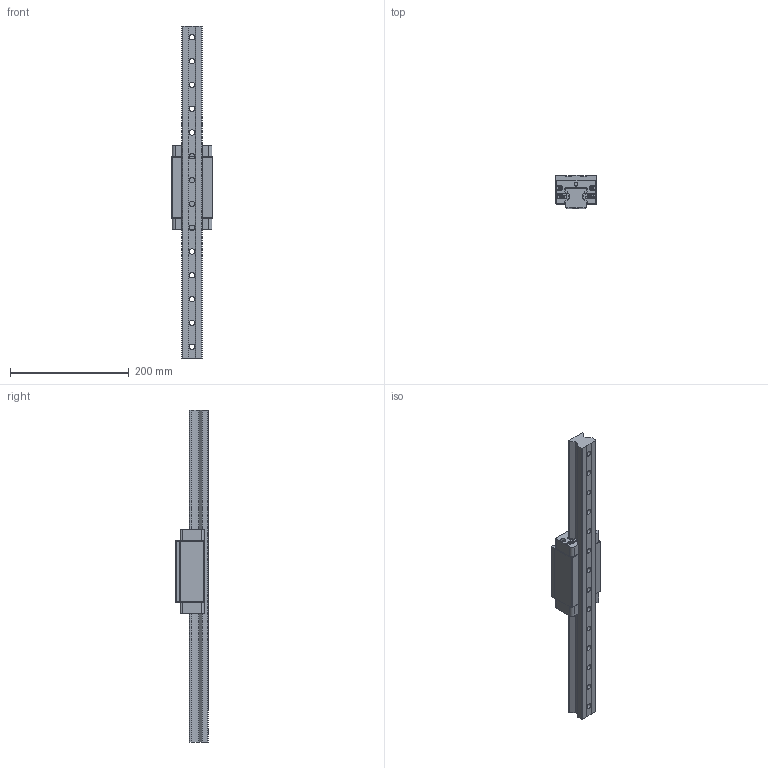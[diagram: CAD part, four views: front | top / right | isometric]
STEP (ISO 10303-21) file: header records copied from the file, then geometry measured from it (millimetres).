
FILE_DESCRIPTION (( 'STEP AP214' ), '1' );
FILE_NAME ('SBR 35 SLL_Assembly.STEP', '2020-07-17T02:21:41', ( 'Windows 餌辨濠' ), ( '' ), 'SwSTEP 2.0', 'SolidWorks 2013', '' );
FILE_SCHEMA (( 'AUTOMOTIVE_DESIGN' ));
Length unit declared in the file: millimetre
Products named in the file (4): SBR 35_END PLATE; SBR 35_RAIL; SBR 35_BLOCK; SBR 35 SLL_Assembly
Assembly tree (4 placements, depth 2):
  SBR 35 SLL_Assembly
    SBR 35_BLOCK
    SBR 35_RAIL
    SBR 35_END PLATE  x2
Bounding box: 70 x 55 x 558 mm (x, y, z)
Volume: 797173.7 mm3; surface area: 155317.2 mm2
Topology: 4 solids, 4 shells, 1050 faces, 2776 edges, 1822 vertices
Faces by surface type: plane 654, bspline 256, cylinder 108, cone 32
Entity records: 26092 total; most frequent: CARTESIAN_POINT 10967, ORIENTED_EDGE 3256, DIRECTION 2594, EDGE_CURVE 1628, LINE 1168, VECTOR 1168, VERTEX_POINT 1070, EDGE_LOOP 730
